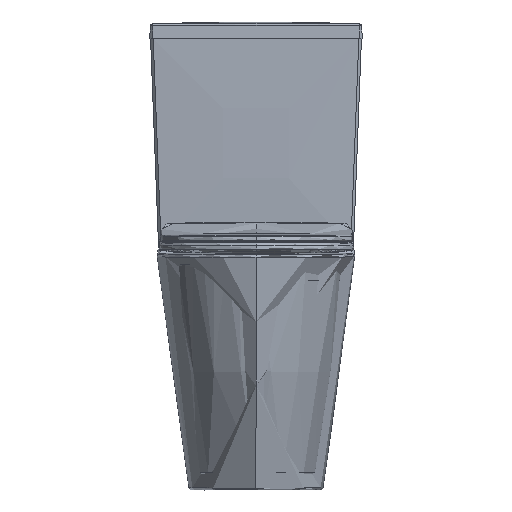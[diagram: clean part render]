
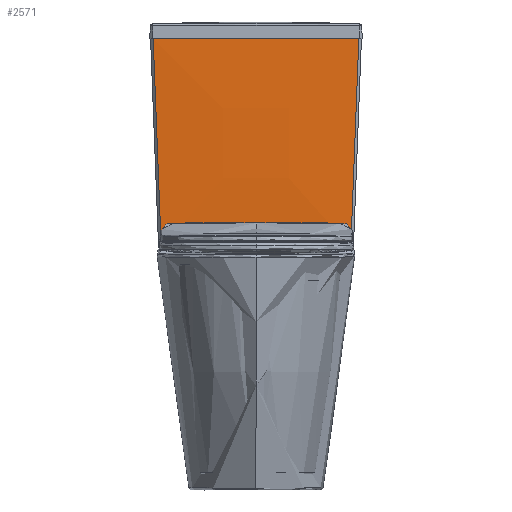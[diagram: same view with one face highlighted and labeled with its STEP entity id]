
A CAD part, front view. The second image highlights one B-rep face of the part: STEP entity #2571.
In plain terms, the highlighted free-form (B-spline) face has degree [3, 3] with [4, 4] control points.
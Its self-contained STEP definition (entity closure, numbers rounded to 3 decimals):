
#352=B_SPLINE_SURFACE_WITH_KNOTS('',3,3,((#150084,#150085,#150086,#150087),
(#150088,#150089,#150090,#150091),(#150092,#150093,#150094,#150095),(#150096,
#150097,#150098,#150099)),.UNSPECIFIED.,.F.,.F.,.F.,(4,4),(4,4),(0.,402.844),
(0.,396.436),.UNSPECIFIED.);
#2571=ADVANCED_FACE('',(#4563),#352,.T.);
#4563=FACE_OUTER_BOUND('',#6617,.T.);
#6617=EDGE_LOOP('',(#16501,#16502,#16503,#16504));
#16501=ORIENTED_EDGE('',*,*,#21464,.F.);
#16502=ORIENTED_EDGE('',*,*,#21472,.T.);
#16503=ORIENTED_EDGE('',*,*,#21337,.F.);
#16504=ORIENTED_EDGE('',*,*,#21473,.F.);
#21337=EDGE_CURVE('',#29385,#29386,#25268,.T.);
#21464=EDGE_CURVE('',#29467,#29468,#25350,.T.);
#21472=EDGE_CURVE('',#29467,#29386,#25355,.T.);
#21473=EDGE_CURVE('',#29468,#29385,#25356,.T.);
#25268=B_SPLINE_CURVE_WITH_KNOTS('',3,(#150231,#150232,#150233,#150234),
 .UNSPECIFIED.,.F.,.F.,(4,4),(0.,380.6),.UNSPECIFIED.);
#25350=B_SPLINE_CURVE_WITH_KNOTS('',3,(#150735,#150736,#150737,#150738),
 .UNSPECIFIED.,.F.,.F.,(4,4),(0.,350.876),.UNSPECIFIED.);
#25355=B_SPLINE_CURVE_WITH_KNOTS('',3,(#150769,#150770,#150771,#150772,
#150773,#150774,#150775),.UNSPECIFIED.,.F.,.F.,(4,1,1,1,4),(0.,96.835,
193.671,290.506,387.341),.UNSPECIFIED.);
#25356=B_SPLINE_CURVE_WITH_KNOTS('',3,(#150776,#150777,#150778,#150779,
#150780,#150781,#150782),.UNSPECIFIED.,.F.,.F.,(4,1,1,1,4),(-387.341,
-290.506,-193.671,-96.835,0.),.UNSPECIFIED.);
#29385=VERTEX_POINT('',#150114);
#29386=VERTEX_POINT('',#150115);
#29467=VERTEX_POINT('',#150196);
#29468=VERTEX_POINT('',#150197);
#150084=CARTESIAN_POINT('',(-198.104,7.741,142.964));
#150085=CARTESIAN_POINT('',(-66.111,7.741,148.451));
#150086=CARTESIAN_POINT('',(66.111,7.741,148.451));
#150087=CARTESIAN_POINT('',(198.104,7.741,142.964));
#150088=CARTESIAN_POINT('',(-192.869,-126.432,141.587));
#150089=CARTESIAN_POINT('',(-64.368,-126.432,147.074));
#150090=CARTESIAN_POINT('',(64.368,-126.432,147.074));
#150091=CARTESIAN_POINT('',(192.869,-126.432,141.587));
#150092=CARTESIAN_POINT('',(-187.635,-260.604,140.211));
#150093=CARTESIAN_POINT('',(-62.625,-260.604,145.698));
#150094=CARTESIAN_POINT('',(62.625,-260.604,145.698));
#150095=CARTESIAN_POINT('',(187.635,-260.604,140.211));
#150096=CARTESIAN_POINT('',(-182.4,-394.776,138.835));
#150097=CARTESIAN_POINT('',(-60.883,-394.776,144.322));
#150098=CARTESIAN_POINT('',(60.883,-394.776,144.322));
#150099=CARTESIAN_POINT('',(182.4,-394.776,138.835));
#150114=CARTESIAN_POINT('',(-190.199,0.,143.195));
#150115=CARTESIAN_POINT('',(190.199,0.,143.195));
#150196=CARTESIAN_POINT('',(175.329,-387.036,139.24));
#150197=CARTESIAN_POINT('',(-175.329,-387.036,139.24));
#150231=CARTESIAN_POINT('',(-190.199,0.,143.195));
#150232=CARTESIAN_POINT('',(-63.467,0.,148.268));
#150233=CARTESIAN_POINT('',(63.467,0.,148.268));
#150234=CARTESIAN_POINT('',(190.199,0.,143.195));
#150735=CARTESIAN_POINT('',(175.329,-387.036,139.24));
#150736=CARTESIAN_POINT('',(58.516,-387.036,144.293));
#150737=CARTESIAN_POINT('',(-58.516,-387.036,144.293));
#150738=CARTESIAN_POINT('',(-175.329,-387.036,139.24));
#150769=CARTESIAN_POINT('',(175.329,-387.036,139.24));
#150770=CARTESIAN_POINT('',(176.467,-357.413,139.543));
#150771=CARTESIAN_POINT('',(178.779,-297.222,140.158));
#150772=CARTESIAN_POINT('',(182.314,-205.218,141.098));
#150773=CARTESIAN_POINT('',(186.044,-108.128,142.09));
#150774=CARTESIAN_POINT('',(188.779,-36.948,142.817));
#150775=CARTESIAN_POINT('',(190.199,0.,143.195));
#150776=CARTESIAN_POINT('',(-175.329,-387.036,139.24));
#150777=CARTESIAN_POINT('',(-176.467,-357.413,139.543));
#150778=CARTESIAN_POINT('',(-178.779,-297.222,140.158));
#150779=CARTESIAN_POINT('',(-182.314,-205.219,141.098));
#150780=CARTESIAN_POINT('',(-186.044,-108.13,142.09));
#150781=CARTESIAN_POINT('',(-188.779,-36.949,142.817));
#150782=CARTESIAN_POINT('',(-190.199,0.,143.195));
